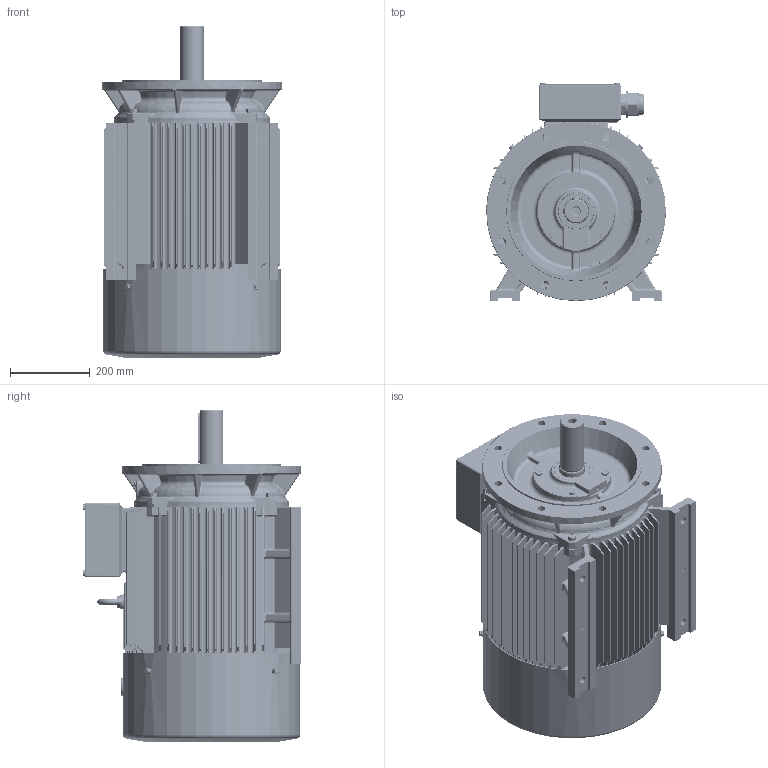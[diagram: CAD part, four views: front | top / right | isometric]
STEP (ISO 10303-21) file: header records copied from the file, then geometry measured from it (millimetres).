
FILE_DESCRIPTION(/* description */ (''),/* implementation_level */ '2;1');
FILE_NAME(/* name */ 'JM1-225M-4.6.8-B35.stp',/* time_stamp */ '2018-12-30T18:51:06+08:00',/* author */ (''),/* organization */ (''),/* preprocessor_version */ 'ST-DEVELOPER v16.7',/* originating_system */ 'SIEMENS PLM Software NX 12.0',/* authorisation */ '');
FILE_SCHEMA (('AP203_CONFIGURATION_CONTROLLED_3D_DESIGN_OF_MECHANICAL_PARTS_AND_ASSEMBLIES_MIM_LF { 1 0 10303 403 2 1 2}'));
Products named in the file (1): JM1-225M-4.6.8-B35
Bounding box: 450 x 547.8 x 832.09 mm (x, y, z)
Volume: 23749085.5 mm3; surface area: 5578951 mm2
Topology: 61 solids, 61 shells, 8420 faces, 23258 edges, 15104 vertices
Faces by surface type: cylinder 3480, plane 3466, bspline 708, torus 429, cone 301, sphere 36
Full cylindrical faces by diameter (mm): 2 x2, 7.188 x4, 8 x8, 8.4 x4, 9.026 x8, 10 x10, 10.863 x8, 11.2 x8, 12 x8, 12.6 x8, 16 x4, 20 x1, 34.375 x2, 40.625 x4, 48.438 x12, 50 x4, 51.562 x12, 53.906 x2, 57 x1, 58 x1, 66.406 x2
Entity records: 311221 total; most frequent: CARTESIAN_POINT 96389, ORIENTED_EDGE 45774, DIRECTION 43593, EDGE_CURVE 22887, AXIS2_PLACEMENT_3D 15694, VERTEX_POINT 14988, LINE 12205, VECTOR 12205
